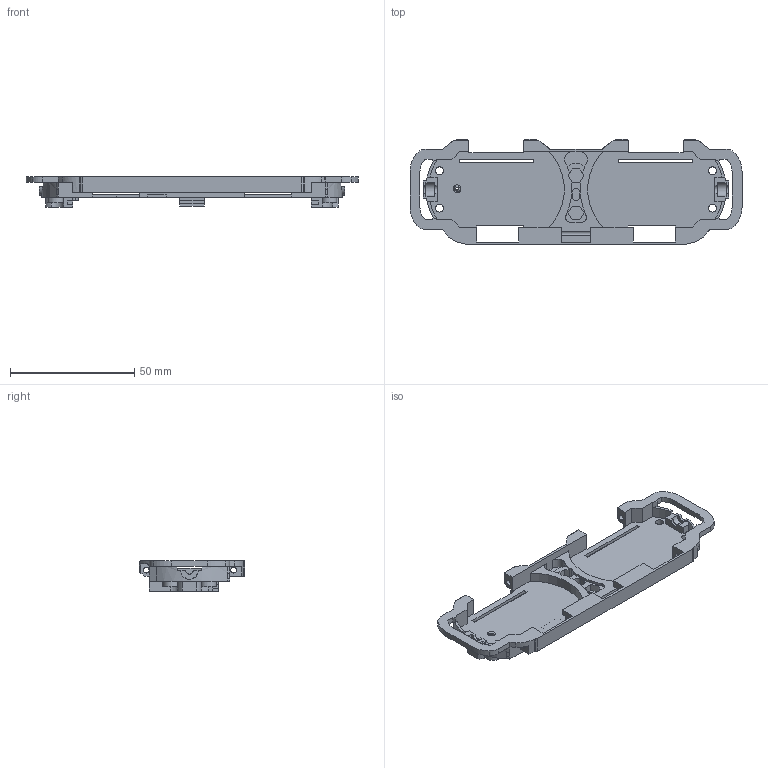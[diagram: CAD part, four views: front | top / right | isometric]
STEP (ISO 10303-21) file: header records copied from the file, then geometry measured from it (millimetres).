
FILE_DESCRIPTION(/* description */ (''),/* implementation_level */ '2;1');
FILE_NAME(/* name */ 'mainconstruct.step',/* time_stamp */ '2024-04-18T19:18:07+01:00',/* author */ (''),/* organization */ (''),/* preprocessor_version */ 'ST-DEVELOPER v20',/* originating_system */ 'Autodesk Translation Framework v12.20.1.177',/* authorisation */ '');
FILE_SCHEMA (('AUTOMOTIVE_DESIGN { 1 0 10303 214 3 1 1 }'));
Length unit declared in the file: millimetre
Products named in the file (1): main_xr50 (4)
Bounding box: 133.76 x 42.35 x 12.3 mm (x, y, z)
Volume: 11777.4 mm3; surface area: 15896.2 mm2
Topology: 3 solids, 3 shells, 350 faces, 1000 edges, 651 vertices
Faces by surface type: plane 253, cylinder 87, bspline 8, cone 2
Full cylindrical faces by diameter (mm): 1.1 x1, 2.3 x7, 3.2 x6
Entity records: 11656 total; most frequent: CARTESIAN_POINT 2302, ORIENTED_EDGE 2002, DIRECTION 1864, EDGE_CURVE 1001, LINE 778, VECTOR 778, VERTEX_POINT 651, AXIS2_PLACEMENT_3D 543
